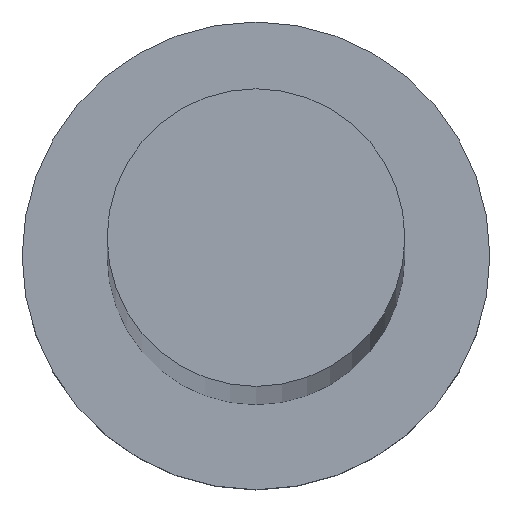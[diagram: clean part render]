
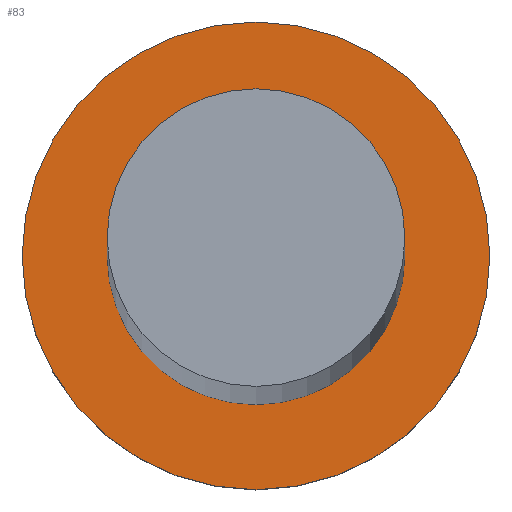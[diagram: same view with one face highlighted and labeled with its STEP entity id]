
A CAD part, top view. The second image highlights one B-rep face of the part: STEP entity #83.
In plain terms, the highlighted planar face has unit normal (0, 0, 1).
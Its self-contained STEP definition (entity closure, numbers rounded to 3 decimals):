
#5 = DIRECTION ( 'NONE',  ( 0., 0., 1. ) ) ;
#6 = EDGE_CURVE ( 'NONE', #158, #255, #165, .T. ) ;
#7 = AXIS2_PLACEMENT_3D ( 'NONE', #22, #212, #245 ) ;
#20 = ORIENTED_EDGE ( 'NONE', *, *, #185, .F. ) ;
#22 = CARTESIAN_POINT ( 'NONE',  ( 0., 0., 7. ) ) ;
#27 = DIRECTION ( 'NONE',  ( 1., 0., 0. ) ) ;
#33 = CARTESIAN_POINT ( 'NONE',  ( 0., 0., 7. ) ) ;
#39 = PLANE ( 'NONE',  #43 ) ;
#43 = AXIS2_PLACEMENT_3D ( 'NONE', #188, #5, #166 ) ;
#44 = FACE_OUTER_BOUND ( 'NONE', #194, .T. ) ;
#49 = AXIS2_PLACEMENT_3D ( 'NONE', #92, #129, #27 ) ;
#53 = AXIS2_PLACEMENT_3D ( 'NONE', #33, #216, #214 ) ;
#64 = VERTEX_POINT ( 'NONE', #220 ) ;
#76 = DIRECTION ( 'NONE',  ( 1., 0., 0. ) ) ;
#80 = VERTEX_POINT ( 'NONE', #207 ) ;
#83 = ADVANCED_FACE ( 'NONE', ( #186, #44 ), #39, .T. ) ;
#85 = EDGE_CURVE ( 'NONE', #80, #64, #90, .T. ) ;
#90 = CIRCLE ( 'NONE', #7, 11. ) ;
#92 = CARTESIAN_POINT ( 'NONE',  ( 0., 0., 7. ) ) ;
#123 = ORIENTED_EDGE ( 'NONE', *, *, #85, .T. ) ;
#129 = DIRECTION ( 'NONE',  ( 0., 0., 1. ) ) ;
#146 = CARTESIAN_POINT ( 'NONE',  ( 7., 0., 7. ) ) ;
#156 = ORIENTED_EDGE ( 'NONE', *, *, #178, .T. ) ;
#158 = VERTEX_POINT ( 'NONE', #169 ) ;
#165 = CIRCLE ( 'NONE', #53, 7. ) ;
#166 = DIRECTION ( 'NONE',  ( 1., 0., 0. ) ) ;
#169 = CARTESIAN_POINT ( 'NONE',  ( -7., 0., 7. ) ) ;
#178 = EDGE_CURVE ( 'NONE', #64, #80, #224, .T. ) ;
#185 = EDGE_CURVE ( 'NONE', #255, #158, #247, .T. ) ;
#186 = FACE_BOUND ( 'NONE', #219, .T. ) ;
#188 = CARTESIAN_POINT ( 'NONE',  ( 0., 0., 7. ) ) ;
#194 = EDGE_LOOP ( 'NONE', ( #123, #156 ) ) ;
#195 = ORIENTED_EDGE ( 'NONE', *, *, #6, .F. ) ;
#207 = CARTESIAN_POINT ( 'NONE',  ( -11., 0., 7. ) ) ;
#211 = DIRECTION ( 'NONE',  ( 0., 0., 1. ) ) ;
#212 = DIRECTION ( 'NONE',  ( 0., 0., 1. ) ) ;
#214 = DIRECTION ( 'NONE',  ( 1., 0., 0. ) ) ;
#216 = DIRECTION ( 'NONE',  ( 0., 0., 1. ) ) ;
#219 = EDGE_LOOP ( 'NONE', ( #195, #20 ) ) ;
#220 = CARTESIAN_POINT ( 'NONE',  ( 11., 0., 7. ) ) ;
#224 = CIRCLE ( 'NONE', #49, 11. ) ;
#225 = CARTESIAN_POINT ( 'NONE',  ( 0., 0., 7. ) ) ;
#231 = AXIS2_PLACEMENT_3D ( 'NONE', #225, #211, #76 ) ;
#245 = DIRECTION ( 'NONE',  ( 1., 0., 0. ) ) ;
#247 = CIRCLE ( 'NONE', #231, 7. ) ;
#255 = VERTEX_POINT ( 'NONE', #146 ) ;
